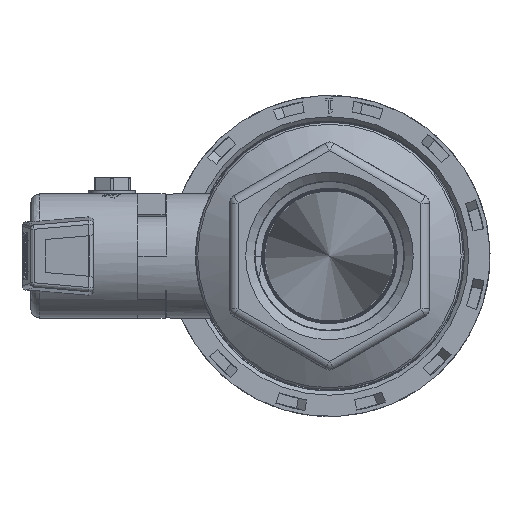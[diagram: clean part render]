
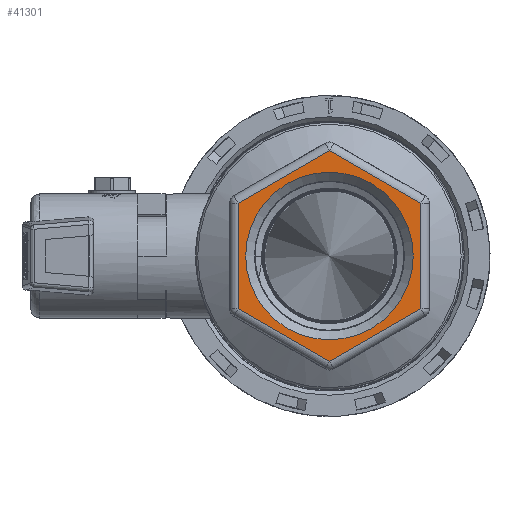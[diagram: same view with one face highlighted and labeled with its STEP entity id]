
A CAD part, left-side view. The second image highlights one B-rep face of the part: STEP entity #41301.
In plain terms, the highlighted planar face has unit normal (-1, 0, 0).
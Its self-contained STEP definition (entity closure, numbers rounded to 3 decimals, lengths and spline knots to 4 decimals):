
#2326=PLANE('',#44001);
#4031=FACE_BOUND('',#8298,.T.);
#4703=CIRCLE('',#44002,0.5869);
#4704=CIRCLE('',#44003,0.5869);
#5962=FACE_OUTER_BOUND('',#8297,.T.);
#8297=EDGE_LOOP('',(#28964,#28965,#28966,#28967,#28968,#28969));
#8298=EDGE_LOOP('',(#28970,#28971));
#12403=LINE('',#58222,#15353);
#12405=LINE('',#58239,#15355);
#12407=LINE('',#58249,#15357);
#12409=LINE('',#58252,#15359);
#12415=LINE('',#58261,#15365);
#12421=LINE('',#58270,#15371);
#15353=VECTOR('',#47394,0.3937);
#15355=VECTOR('',#47414,0.3937);
#15357=VECTOR('',#47426,0.3937);
#15359=VECTOR('',#47430,0.3937);
#15365=VECTOR('',#47442,0.3937);
#15371=VECTOR('',#47454,0.3937);
#18390=VERTEX_POINT('',#58203);
#18393=VERTEX_POINT('',#58210);
#18396=VERTEX_POINT('',#58217);
#18399=VERTEX_POINT('',#58227);
#18402=VERTEX_POINT('',#58234);
#18405=VERTEX_POINT('',#58244);
#18406=VERTEX_POINT('',#58281);
#18407=VERTEX_POINT('',#58282);
#22600=EDGE_CURVE('',#18390,#18396,#12403,.T.);
#22608=EDGE_CURVE('',#18396,#18402,#12405,.T.);
#22613=EDGE_CURVE('',#18402,#18405,#12407,.T.);
#22615=EDGE_CURVE('',#18405,#18399,#12409,.T.);
#22621=EDGE_CURVE('',#18399,#18393,#12415,.T.);
#22627=EDGE_CURVE('',#18393,#18390,#12421,.T.);
#22632=EDGE_CURVE('',#18406,#18407,#4703,.T.);
#22633=EDGE_CURVE('',#18407,#18406,#4704,.T.);
#28964=ORIENTED_EDGE('',*,*,#22600,.F.);
#28965=ORIENTED_EDGE('',*,*,#22627,.F.);
#28966=ORIENTED_EDGE('',*,*,#22621,.F.);
#28967=ORIENTED_EDGE('',*,*,#22615,.F.);
#28968=ORIENTED_EDGE('',*,*,#22613,.F.);
#28969=ORIENTED_EDGE('',*,*,#22608,.F.);
#28970=ORIENTED_EDGE('',*,*,#22632,.T.);
#28971=ORIENTED_EDGE('',*,*,#22633,.T.);
#41301=ADVANCED_FACE('',(#5962,#4031),#2326,.T.);
#44001=AXIS2_PLACEMENT_3D('',#58280,#47469,#47470);
#44002=AXIS2_PLACEMENT_3D('',#58283,#47471,#47472);
#44003=AXIS2_PLACEMENT_3D('',#58284,#47473,#47474);
#47394=DIRECTION('',(0.,0.866,-0.5));
#47414=DIRECTION('',(0.,0.866,0.5));
#47426=DIRECTION('',(0.,0.,1.));
#47430=DIRECTION('',(0.,-0.866,0.5));
#47442=DIRECTION('',(0.,-0.866,-0.5));
#47454=DIRECTION('',(0.,0.,-1.));
#47469=DIRECTION('center_axis',(-1.,0.,0.));
#47470=DIRECTION('ref_axis',(0.,0.,1.));
#47471=DIRECTION('center_axis',(1.,0.,0.));
#47472=DIRECTION('ref_axis',(0.,0.,-1.));
#47473=DIRECTION('center_axis',(1.,0.,0.));
#47474=DIRECTION('ref_axis',(0.,0.,-1.));
#58203=CARTESIAN_POINT('',(-1.2188,-0.64,-0.3695));
#58210=CARTESIAN_POINT('',(-1.2188,-0.64,0.3695));
#58217=CARTESIAN_POINT('',(-1.2188,0.,-0.739));
#58222=CARTESIAN_POINT('',(-1.2188,-0.2325,-0.6048));
#58227=CARTESIAN_POINT('',(-1.2188,0.,0.739));
#58234=CARTESIAN_POINT('',(-1.2188,0.64,-0.3695));
#58239=CARTESIAN_POINT('',(-1.2188,0.4075,-0.5037));
#58244=CARTESIAN_POINT('',(-1.2188,0.64,0.3695));
#58249=CARTESIAN_POINT('',(-1.2188,0.64,0.));
#58252=CARTESIAN_POINT('',(-1.2188,0.7575,0.3017));
#58261=CARTESIAN_POINT('',(-1.2188,0.1175,0.8068));
#58270=CARTESIAN_POINT('',(-1.2188,-0.64,0.2021));
#58280=CARTESIAN_POINT('Origin',(-1.2188,0.7,0.));
#58281=CARTESIAN_POINT('',(-1.2188,0.5869,0.));
#58282=CARTESIAN_POINT('',(-1.2188,-0.5869,0.));
#58283=CARTESIAN_POINT('Origin',(-1.2188,0.,0.));
#58284=CARTESIAN_POINT('Origin',(-1.2188,0.,0.));
